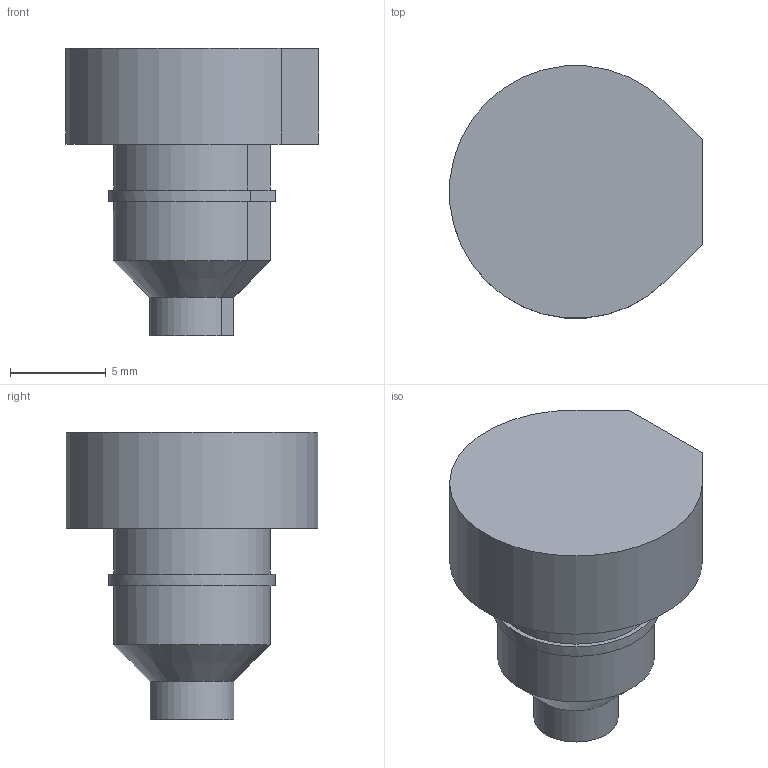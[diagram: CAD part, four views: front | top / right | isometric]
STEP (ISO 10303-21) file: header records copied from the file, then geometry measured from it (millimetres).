
FILE_DESCRIPTION(/* description */ (''),/* implementation_level */ '2;1');
FILE_NAME(/* name */ 'ECAS_horizontalCutter.step',/* time_stamp */ '2023-07-01T08:03:16-07:00',/* author */ (''),/* organization */ (''),/* preprocessor_version */ 'ST-DEVELOPER v19.2',/* originating_system */ 'Autodesk Translation Framework v12.6.0.85',/* authorisation */ '');
FILE_SCHEMA (('AUTOMOTIVE_DESIGN { 1 0 10303 214 3 1 1 }'));
Length unit declared in the file: millimetre
Products named in the file (1): FusionComponent
Bounding box: 13.17 x 13.15 x 15 mm (x, y, z)
Volume: 1116.2 mm3; surface area: 704.8 mm2
Topology: 1 solids, 1 shells, 29 faces, 70 edges, 46 vertices
Faces by surface type: plane 23, cylinder 5, cone 1
Entity records: 881 total; most frequent: CARTESIAN_POINT 149, DIRECTION 141, ORIENTED_EDGE 140, EDGE_CURVE 70, LINE 57, VECTOR 57, VERTEX_POINT 46, AXIS2_PLACEMENT_3D 42
